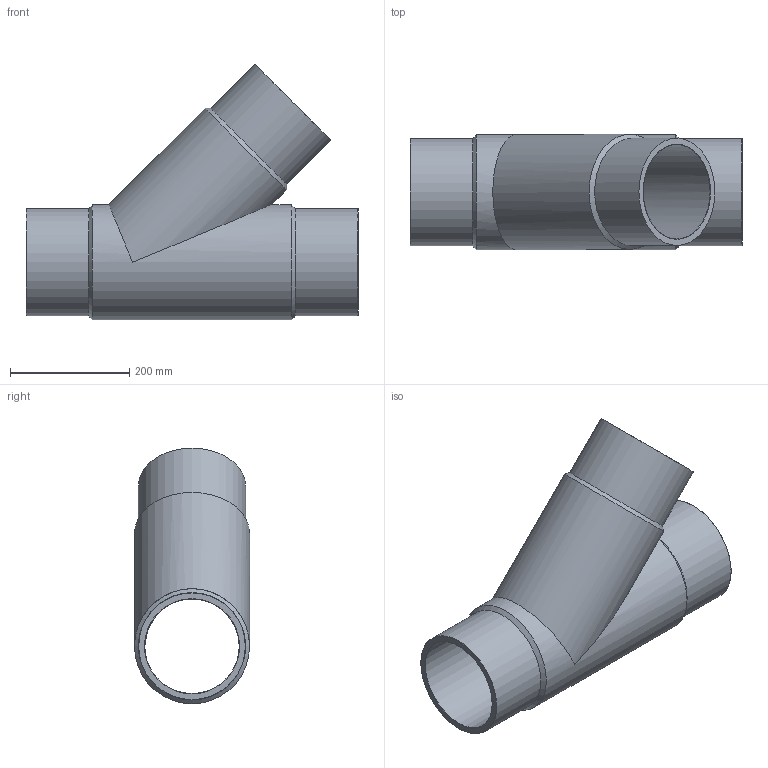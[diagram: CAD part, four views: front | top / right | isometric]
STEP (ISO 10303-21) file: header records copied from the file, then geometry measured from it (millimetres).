
FILE_DESCRIPTION( ( 'STEP AP214' ), '1' );
FILE_NAME( 'AGRU_70036018017_Tee 45°_long spigot_PE 100-RC black_180X10.7 SDR17 ISO S-8 (architecture400).stp', '2022-02-23T09:47:50', ( 'License CC BY-ND 4.0' ), ( 'CADENAS' ), ' ', 'PARTsolutions', ' ' );
FILE_SCHEMA( ( 'AUTOMOTIVE_DESIGN { 1 0 10303 214 1 1 1 1 }' ) );
Length unit declared in the file: millimetre
Products named in the file (1): _AGRU_70036018017_Tee 45°_long spigot_PE 100-RC black_180X10.7  SDR17  ISO S-8 (architecture400)
Bounding box: 557 x 193.13 x 428.91 mm (x, y, z)
Volume: 6172578.8 mm3; surface area: 866628.8 mm2
Topology: 1 solids, 1 shells, 18 faces, 38 edges, 23 vertices
Faces by surface type: cylinder 7, torus 5, cone 3, plane 3
Full cylindrical faces by diameter (mm): 158.6 x2, 180 x3, 193.133 x2
Entity records: 562 total; most frequent: DIRECTION 80, CARTESIAN_POINT 61, ORIENTED_EDGE 42, AXIS2_PLACEMENT_3D 40, EDGE_LOOP 38, FACE_OUTER_BOUND 30, EDGE_CURVE 21, VERTEX_POINT 21
